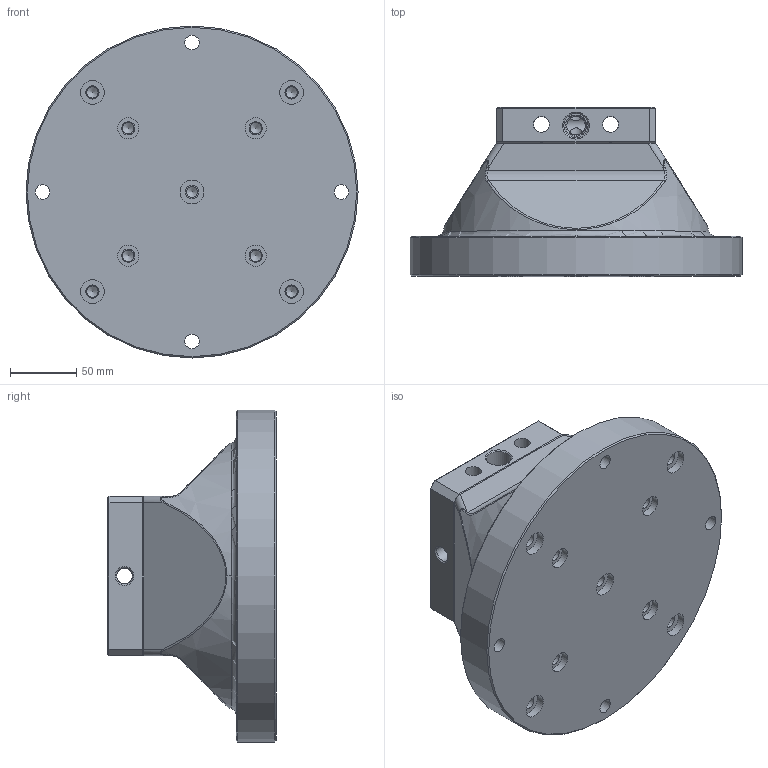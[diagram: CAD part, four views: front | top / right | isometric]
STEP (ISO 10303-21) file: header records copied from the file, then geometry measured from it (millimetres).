
FILE_DESCRIPTION(/* description */ (''),/* implementation_level */ '2;1');
FILE_NAME(/* name */ '',/* time_stamp */ '2023-08-28T15:14:22+08:00',/* author */ (''),/* organization */ (''),/* preprocessor_version */ 'ST-DEVELOPER v11',/* originating_system */ 'SIEMENS PLM Software NX 7.0',/* authorisation */ '');
FILE_SCHEMA (('CONFIG_CONTROL_DESIGN'));
Length unit declared in the file: millimetre
Products named in the file (1): AdmiCB6339ck
Bounding box: 250 x 127 x 250 mm (x, y, z)
Volume: 3290264.5 mm3; surface area: 231210.9 mm2
Topology: 2 solids, 2 shells, 321 faces, 807 edges, 520 vertices
Faces by surface type: cylinder 141, plane 89, cone 50, bspline 32, torus 9
Full cylindrical faces by diameter (mm): 4.2 x4, 4.5 x2, 4.8 x4, 5 x6, 7.3 x4, 8 x8, 8.5 x15, 10 x15, 11 x10, 12 x11, 14 x10, 15 x4, 15.5 x4, 15.7 x4, 16 x8, 16.005 x4, 18 x13, 18.2 x1, 25 x1, 250 x1
Entity records: 11641 total; most frequent: CARTESIAN_POINT 5533, DIRECTION 1213, ORIENTED_EDGE 972, EDGE_LOOP 570, AXIS2_PLACEMENT_3D 563, FACE_BOUND 523, EDGE_CURVE 486, VERTEX_POINT 413
